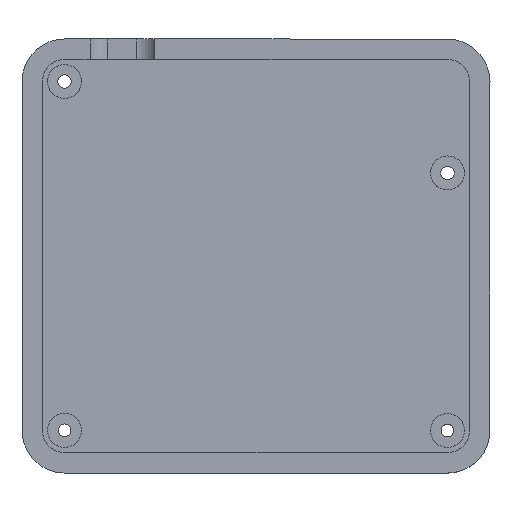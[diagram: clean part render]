
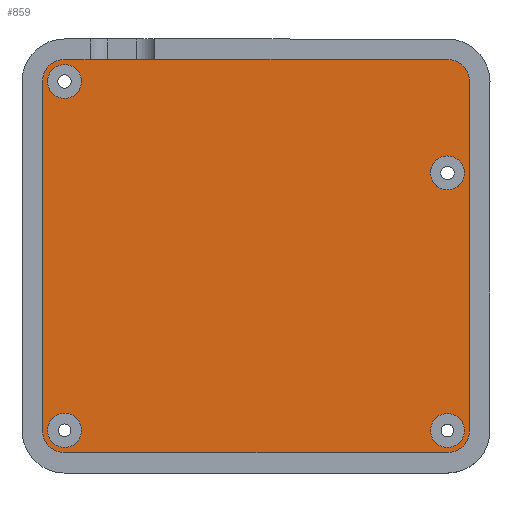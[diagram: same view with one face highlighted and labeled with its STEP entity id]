
A CAD part, top view. The second image highlights one B-rep face of the part: STEP entity #859.
In plain terms, the highlighted planar face has unit normal (0, 0, 1).
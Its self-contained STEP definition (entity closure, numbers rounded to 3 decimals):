
#27=FACE_BOUND('',#164,.T.);
#28=FACE_BOUND('',#165,.T.);
#29=FACE_BOUND('',#166,.T.);
#30=FACE_BOUND('',#167,.T.);
#51=PLANE('',#958);
#98=FACE_OUTER_BOUND('',#163,.T.);
#163=EDGE_LOOP('',(#708,#709,#710,#711,#712,#713,#714,#715,#716,#717,#718));
#164=EDGE_LOOP('',(#719));
#165=EDGE_LOOP('',(#720));
#166=EDGE_LOOP('',(#721));
#167=EDGE_LOOP('',(#722));
#190=LINE('',#1290,#253);
#193=LINE('',#1295,#256);
#222=LINE('',#1524,#285);
#223=LINE('',#1528,#286);
#224=LINE('',#1532,#287);
#225=LINE('',#1536,#288);
#226=LINE('',#1539,#289);
#253=VECTOR('',#1009,10.);
#256=VECTOR('',#1014,10.);
#285=VECTOR('',#1191,10.);
#286=VECTOR('',#1194,10.);
#287=VECTOR('',#1197,10.);
#288=VECTOR('',#1200,10.);
#289=VECTOR('',#1203,10.);
#340=CIRCLE('',#931,4.);
#343=CIRCLE('',#937,4.);
#346=CIRCLE('',#943,4.);
#349=CIRCLE('',#949,4.);
#352=CIRCLE('',#959,5.2);
#353=CIRCLE('',#960,5.2);
#354=CIRCLE('',#961,5.2);
#355=CIRCLE('',#962,5.2);
#371=VERTEX_POINT('',#1287);
#372=VERTEX_POINT('',#1289);
#373=VERTEX_POINT('',#1293);
#407=VERTEX_POINT('',#1471);
#410=VERTEX_POINT('',#1482);
#413=VERTEX_POINT('',#1493);
#416=VERTEX_POINT('',#1504);
#419=VERTEX_POINT('',#1523);
#420=VERTEX_POINT('',#1525);
#421=VERTEX_POINT('',#1527);
#422=VERTEX_POINT('',#1529);
#423=VERTEX_POINT('',#1531);
#424=VERTEX_POINT('',#1533);
#425=VERTEX_POINT('',#1535);
#426=VERTEX_POINT('',#1537);
#450=EDGE_CURVE('',#372,#371,#190,.T.);
#453=EDGE_CURVE('',#371,#373,#193,.T.);
#500=EDGE_CURVE('',#407,#407,#340,.T.);
#505=EDGE_CURVE('',#410,#410,#343,.T.);
#510=EDGE_CURVE('',#413,#413,#346,.T.);
#515=EDGE_CURVE('',#416,#416,#349,.T.);
#524=EDGE_CURVE('',#373,#419,#222,.T.);
#525=EDGE_CURVE('',#419,#420,#352,.T.);
#526=EDGE_CURVE('',#420,#421,#223,.T.);
#527=EDGE_CURVE('',#421,#422,#353,.T.);
#528=EDGE_CURVE('',#422,#423,#224,.T.);
#529=EDGE_CURVE('',#423,#424,#354,.T.);
#530=EDGE_CURVE('',#424,#425,#225,.T.);
#531=EDGE_CURVE('',#425,#426,#355,.T.);
#532=EDGE_CURVE('',#426,#372,#226,.T.);
#708=ORIENTED_EDGE('',*,*,#453,.T.);
#709=ORIENTED_EDGE('',*,*,#524,.T.);
#710=ORIENTED_EDGE('',*,*,#525,.T.);
#711=ORIENTED_EDGE('',*,*,#526,.T.);
#712=ORIENTED_EDGE('',*,*,#527,.T.);
#713=ORIENTED_EDGE('',*,*,#528,.T.);
#714=ORIENTED_EDGE('',*,*,#529,.T.);
#715=ORIENTED_EDGE('',*,*,#530,.T.);
#716=ORIENTED_EDGE('',*,*,#531,.T.);
#717=ORIENTED_EDGE('',*,*,#532,.T.);
#718=ORIENTED_EDGE('',*,*,#450,.T.);
#719=ORIENTED_EDGE('',*,*,#515,.T.);
#720=ORIENTED_EDGE('',*,*,#505,.T.);
#721=ORIENTED_EDGE('',*,*,#500,.T.);
#722=ORIENTED_EDGE('',*,*,#510,.T.);
#859=ADVANCED_FACE('',(#98,#27,#28,#29,#30),#51,.F.);
#931=AXIS2_PLACEMENT_3D('',#1472,#1123,#1124);
#937=AXIS2_PLACEMENT_3D('',#1483,#1137,#1138);
#943=AXIS2_PLACEMENT_3D('',#1494,#1151,#1152);
#949=AXIS2_PLACEMENT_3D('',#1505,#1165,#1166);
#958=AXIS2_PLACEMENT_3D('',#1522,#1189,#1190);
#959=AXIS2_PLACEMENT_3D('',#1526,#1192,#1193);
#960=AXIS2_PLACEMENT_3D('',#1530,#1195,#1196);
#961=AXIS2_PLACEMENT_3D('',#1534,#1198,#1199);
#962=AXIS2_PLACEMENT_3D('',#1538,#1201,#1202);
#1009=DIRECTION('',(-1.,0.,0.));
#1014=DIRECTION('',(0.,1.,0.));
#1123=DIRECTION('center_axis',(0.,0.,-1.));
#1124=DIRECTION('ref_axis',(1.,0.,0.));
#1137=DIRECTION('center_axis',(0.,0.,-1.));
#1138=DIRECTION('ref_axis',(1.,0.,0.));
#1151=DIRECTION('center_axis',(0.,0.,-1.));
#1152=DIRECTION('ref_axis',(1.,0.,0.));
#1165=DIRECTION('center_axis',(0.,0.,-1.));
#1166=DIRECTION('ref_axis',(1.,0.,0.));
#1189=DIRECTION('center_axis',(0.,0.,-1.));
#1190=DIRECTION('ref_axis',(1.,0.,0.));
#1191=DIRECTION('',(-1.,0.,0.));
#1192=DIRECTION('center_axis',(0.,0.,1.));
#1193=DIRECTION('ref_axis',(-1.,0.,0.));
#1194=DIRECTION('',(0.,-1.,0.));
#1195=DIRECTION('center_axis',(0.,0.,1.));
#1196=DIRECTION('ref_axis',(-1.,0.,0.));
#1197=DIRECTION('',(1.,0.,0.));
#1198=DIRECTION('center_axis',(0.,0.,1.));
#1199=DIRECTION('ref_axis',(-1.,0.,0.));
#1200=DIRECTION('',(0.,1.,0.));
#1201=DIRECTION('center_axis',(0.,0.,1.));
#1202=DIRECTION('ref_axis',(-1.,0.,0.));
#1203=DIRECTION('',(-1.,0.,0.));
#1287=CARTESIAN_POINT('',(121.01,-58.808,-3.49));
#1289=CARTESIAN_POINT('',(136.19,-58.808,-3.49));
#1290=CARTESIAN_POINT('',(140.505,-58.808,-3.49));
#1293=CARTESIAN_POINT('',(121.01,-58.802,-3.49));
#1295=CARTESIAN_POINT('',(121.01,-79.51,-3.49));
#1471=CARTESIAN_POINT('',(111.,-64.,-3.49));
#1472=CARTESIAN_POINT('Origin',(115.,-64.,-3.49));
#1482=CARTESIAN_POINT('',(111.,-146.,-3.49));
#1483=CARTESIAN_POINT('Origin',(115.,-146.,-3.49));
#1493=CARTESIAN_POINT('',(201.,-85.5,-3.49));
#1494=CARTESIAN_POINT('Origin',(205.,-85.5,-3.49));
#1504=CARTESIAN_POINT('',(201.,-146.036,-3.49));
#1505=CARTESIAN_POINT('Origin',(205.,-146.036,-3.49));
#1522=CARTESIAN_POINT('Origin',(160.,-105.018,-3.49));
#1523=CARTESIAN_POINT('',(115.,-58.8,-3.49));
#1524=CARTESIAN_POINT('',(115.,-58.8,-3.49));
#1525=CARTESIAN_POINT('',(109.8,-64.,-3.49));
#1526=CARTESIAN_POINT('Origin',(115.,-64.,-3.49));
#1527=CARTESIAN_POINT('',(109.8,-146.024,-3.49));
#1528=CARTESIAN_POINT('',(109.8,-64.,-3.49));
#1529=CARTESIAN_POINT('',(115.,-151.236,-3.49));
#1530=CARTESIAN_POINT('Origin',(115.,-146.036,-3.49));
#1531=CARTESIAN_POINT('',(205.,-151.236,-3.49));
#1532=CARTESIAN_POINT('',(115.,-151.236,-3.49));
#1533=CARTESIAN_POINT('',(210.2,-146.036,-3.49));
#1534=CARTESIAN_POINT('Origin',(205.,-146.036,-3.49));
#1535=CARTESIAN_POINT('',(210.2,-64.045,-3.49));
#1536=CARTESIAN_POINT('',(210.2,-64.045,-3.49));
#1537=CARTESIAN_POINT('',(205.002,-58.836,-3.49));
#1538=CARTESIAN_POINT('Origin',(205.,-64.036,-3.49));
#1539=CARTESIAN_POINT('',(115.,-58.8,-3.49));
